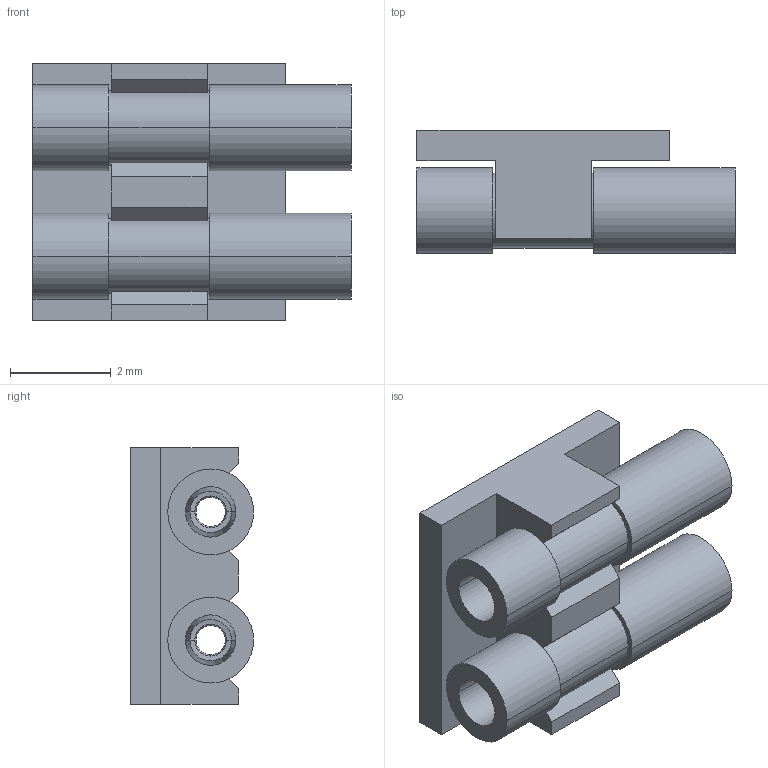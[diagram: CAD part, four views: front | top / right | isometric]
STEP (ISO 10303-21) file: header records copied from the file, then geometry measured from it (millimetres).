
FILE_DESCRIPTION(('STEP AP242'),'1');
FILE_NAME('pcb_connector_8fm-38-0002-02-146.stp','2020-06-10T16:54:04',('TraceParts'),('TraceParts S.A.'),'Spatial InterOp 3D',' ',' ');
FILE_SCHEMA(('AP242_MANAGED_MODEL_BASED_3D_ENGINEERING_MIM_LF {1 0 10303 442 1 1 4}'));
Length unit declared in the file: millimetre
Products named in the file (1): pcb_connector_8fm-38-0002-02-146_1
Bounding box: 6.3 x 2.44 x 5.08 mm (x, y, z)
Volume: 39 mm3; surface area: 218.5 mm2
Topology: 3 solids, 3 shells, 82 faces, 188 edges, 116 vertices
Faces by surface type: cylinder 30, plane 24, cone 20, torus 8
Entity records: 3012 total; most frequent: DIRECTION 454, CARTESIAN_POINT 389, ORIENTED_EDGE 376, EDGE_CURVE 188, AXIS2_PLACEMENT_3D 181, VERTEX_POINT 116, CIRCLE 96, LINE 92
